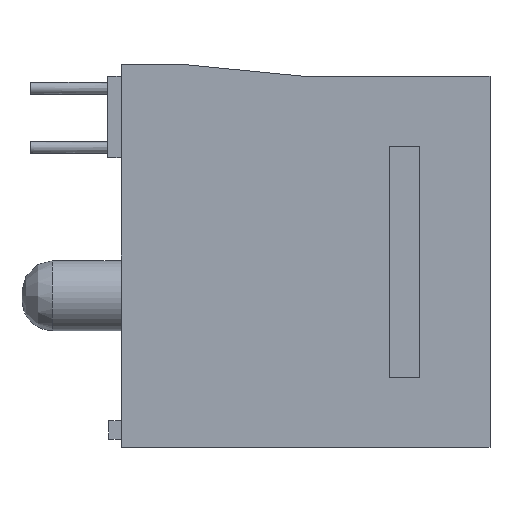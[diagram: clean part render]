
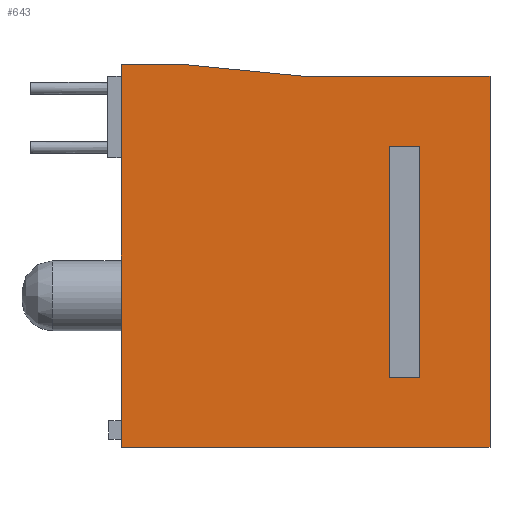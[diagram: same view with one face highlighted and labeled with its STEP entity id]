
A CAD part, front view. The second image highlights one B-rep face of the part: STEP entity #643.
In plain terms, the highlighted planar face has unit normal (0, -1, 0).
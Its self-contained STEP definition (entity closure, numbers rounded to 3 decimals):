
#643 = ADVANCED_FACE( '', ( #1371, #1372 ), #1373, .F. );
#1371 = FACE_OUTER_BOUND( '', #3395, .T. );
#1372 = FACE_BOUND( '', #3396, .T. );
#1373 = PLANE( '', #3397 );
#3395 = EDGE_LOOP( '', ( #8281, #8282, #8283, #8284, #8285, #8286 ) );
#3396 = EDGE_LOOP( '', ( #8287, #8288, #8289, #8290 ) );
#3397 = AXIS2_PLACEMENT_3D( '', #8291, #8292, #8293 );
#8281 = ORIENTED_EDGE( '', *, *, #10004, .F. );
#8282 = ORIENTED_EDGE( '', *, *, #10478, .F. );
#8283 = ORIENTED_EDGE( '', *, *, #10479, .F. );
#8284 = ORIENTED_EDGE( '', *, *, #10116, .F. );
#8285 = ORIENTED_EDGE( '', *, *, #10198, .F. );
#8286 = ORIENTED_EDGE( '', *, *, #10286, .F. );
#8287 = ORIENTED_EDGE( '', *, *, #10480, .F. );
#8288 = ORIENTED_EDGE( '', *, *, #9993, .F. );
#8289 = ORIENTED_EDGE( '', *, *, #10481, .F. );
#8290 = ORIENTED_EDGE( '', *, *, #10482, .F. );
#8291 = CARTESIAN_POINT( '', ( 0., -7.68, 0. ) );
#8292 = DIRECTION( '', ( 0., 1., 0. ) );
#8293 = DIRECTION( '', ( 0., 0., 1. ) );
#9993 = EDGE_CURVE( '', #11026, #11027, #11028, .T. );
#10004 = EDGE_CURVE( '', #11044, #11046, #11047, .T. );
#10116 = EDGE_CURVE( '', #11244, #11246, #11247, .T. );
#10198 = EDGE_CURVE( '', #11397, #11244, #11399, .T. );
#10286 = EDGE_CURVE( '', #11046, #11397, #11546, .T. );
#10478 = EDGE_CURVE( '', #11839, #11044, #11840, .T. );
#10479 = EDGE_CURVE( '', #11246, #11839, #11841, .T. );
#10480 = EDGE_CURVE( '', #11027, #11842, #11843, .T. );
#10481 = EDGE_CURVE( '', #11844, #11026, #11845, .T. );
#10482 = EDGE_CURVE( '', #11842, #11844, #11846, .T. );
#11026 = VERTEX_POINT( '', #12525 );
#11027 = VERTEX_POINT( '', #12526 );
#11028 = LINE( '', #12527, #12528 );
#11044 = VERTEX_POINT( '', #12551 );
#11046 = VERTEX_POINT( '', #12554 );
#11047 = LINE( '', #12555, #12556 );
#11244 = VERTEX_POINT( '', #12833 );
#11246 = VERTEX_POINT( '', #12836 );
#11247 = LINE( '', #12837, #12838 );
#11397 = VERTEX_POINT( '', #13058 );
#11399 = LINE( '', #13061, #13062 );
#11546 = LINE( '', #13278, #13279 );
#11839 = VERTEX_POINT( '', #13712 );
#11840 = LINE( '', #13713, #13714 );
#11841 = LINE( '', #13715, #13716 );
#11842 = VERTEX_POINT( '', #13717 );
#11843 = LINE( '', #13718, #13719 );
#11844 = VERTEX_POINT( '', #13720 );
#11845 = LINE( '', #13721, #13722 );
#11846 = LINE( '', #13723, #13724 );
#12525 = CARTESIAN_POINT( '', ( 3.6, -7.68, -5.2 ) );
#12526 = CARTESIAN_POINT( '', ( 4.9, -7.68, -5.2 ) );
#12527 = CARTESIAN_POINT( '', ( 3.6, -7.68, -5.2 ) );
#12528 = VECTOR( '', #14621, 1000. );
#12551 = CARTESIAN_POINT( '', ( 7.9, -7.68, 7.7 ) );
#12554 = CARTESIAN_POINT( '', ( 7.9, -7.68, -8.2 ) );
#12555 = CARTESIAN_POINT( '', ( 7.9, -7.68, 7.7 ) );
#12556 = VECTOR( '', #14630, 1000. );
#12833 = CARTESIAN_POINT( '', ( -7.9, -7.68, 8.2 ) );
#12836 = CARTESIAN_POINT( '', ( -5.2, -7.68, 8.2 ) );
#12837 = CARTESIAN_POINT( '', ( -7.9, -7.68, 8.2 ) );
#12838 = VECTOR( '', #14742, 1000. );
#13058 = CARTESIAN_POINT( '', ( -7.9, -7.68, -8.2 ) );
#13061 = CARTESIAN_POINT( '', ( -7.9, -7.68, -8.2 ) );
#13062 = VECTOR( '', #14832, 1000. );
#13278 = CARTESIAN_POINT( '', ( 7.9, -7.68, -8.2 ) );
#13279 = VECTOR( '', #14923, 1000. );
#13712 = CARTESIAN_POINT( '', ( -0.1, -7.68, 7.7 ) );
#13713 = CARTESIAN_POINT( '', ( -0.1, -7.68, 7.7 ) );
#13714 = VECTOR( '', #15091, 1000. );
#13715 = CARTESIAN_POINT( '', ( -5.2, -7.68, 8.2 ) );
#13716 = VECTOR( '', #15092, 1000. );
#13717 = CARTESIAN_POINT( '', ( 4.9, -7.68, 4.7 ) );
#13718 = CARTESIAN_POINT( '', ( 4.9, -7.68, -5.2 ) );
#13719 = VECTOR( '', #15093, 1000. );
#13720 = CARTESIAN_POINT( '', ( 3.6, -7.68, 4.7 ) );
#13721 = CARTESIAN_POINT( '', ( 3.6, -7.68, 4.7 ) );
#13722 = VECTOR( '', #15094, 1000. );
#13723 = CARTESIAN_POINT( '', ( 4.9, -7.68, 4.7 ) );
#13724 = VECTOR( '', #15095, 1000. );
#14621 = DIRECTION( '', ( 1., 0., 0. ) );
#14630 = DIRECTION( '', ( 0., 0., -1. ) );
#14742 = DIRECTION( '', ( 1., 0., 0. ) );
#14832 = DIRECTION( '', ( 0., 0., 1. ) );
#14923 = DIRECTION( '', ( -1., 0., 0. ) );
#15091 = DIRECTION( '', ( 1., 0., 0. ) );
#15092 = DIRECTION( '', ( 0.995, 0., -0.098 ) );
#15093 = DIRECTION( '', ( 0., 0., 1. ) );
#15094 = DIRECTION( '', ( 0., 0., -1. ) );
#15095 = DIRECTION( '', ( -1., 0., 0. ) );
